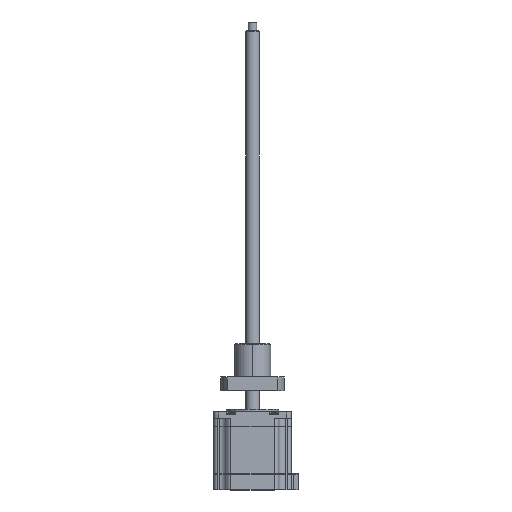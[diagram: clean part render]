
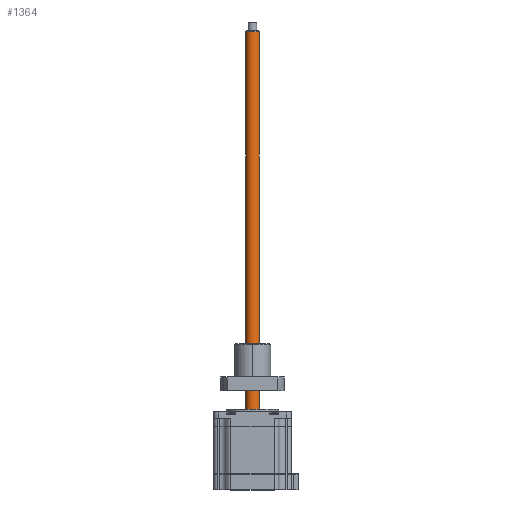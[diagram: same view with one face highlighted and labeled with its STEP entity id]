
A CAD part, top view. The second image highlights one B-rep face of the part: STEP entity #1364.
In plain terms, the highlighted cylindrical face has radius 5 mm (diameter 10 mm), a partial arc.
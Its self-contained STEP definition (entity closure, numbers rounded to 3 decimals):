
#149 = CARTESIAN_POINT ( 'NONE',  ( -21.379, -15.672, 63.668 ) ) ;
#505 = CARTESIAN_POINT ( 'NONE',  ( -11.379, -15.672, 63.632 ) ) ;
#569 = EDGE_CURVE ( 'NONE', #8753, #6245, #12086, .T. ) ;
#815 = EDGE_CURVE ( 'NONE', #8753, #7383, #12236, .T. ) ;
#1169 = CARTESIAN_POINT ( 'NONE',  ( -11.379, 258.328, 63.632 ) ) ;
#1364 = ADVANCED_FACE ( 'NONE', ( #3405 ), #8482, .T. ) ;
#1387 = CARTESIAN_POINT ( 'NONE',  ( -16.379, 259.328, 63.65 ) ) ;
#1529 = DIRECTION ( 'NONE',  ( -1., 0., 0.004 ) ) ;
#1617 = DIRECTION ( 'NONE',  ( 0., -1., 0. ) ) ;
#1937 = CARTESIAN_POINT ( 'NONE',  ( -16.379, 258.328, 63.65 ) ) ;
#3173 = LINE ( 'NONE', #11503, #11038 ) ;
#3249 = CIRCLE ( 'NONE', #12937, 5. ) ;
#3405 = FACE_OUTER_BOUND ( 'NONE', #12492, .T. ) ;
#4302 = EDGE_CURVE ( 'NONE', #7383, #11255, #3173, .T. ) ;
#5700 = AXIS2_PLACEMENT_3D ( 'NONE', #1387, #1617, #1529 ) ;
#5812 = DIRECTION ( 'NONE',  ( 0., -1., 0. ) ) ;
#6245 = VERTEX_POINT ( 'NONE', #505 ) ;
#6445 = DIRECTION ( 'NONE',  ( 0., -1., 0. ) ) ;
#6630 = DIRECTION ( 'NONE',  ( 0., -1., 0. ) ) ;
#6642 = VECTOR ( 'NONE', #6630, 1000. ) ;
#6871 = CARTESIAN_POINT ( 'NONE',  ( -11.379, 259.328, 63.632 ) ) ;
#7098 = ORIENTED_EDGE ( 'NONE', *, *, #815, .T. ) ;
#7383 = VERTEX_POINT ( 'NONE', #13023 ) ;
#7939 = EDGE_CURVE ( 'NONE', #6245, #11255, #3249, .T. ) ;
#7946 = ORIENTED_EDGE ( 'NONE', *, *, #569, .F. ) ;
#8482 = CYLINDRICAL_SURFACE ( 'NONE', #5700, 5. ) ;
#8753 = VERTEX_POINT ( 'NONE', #1169 ) ;
#9157 = ORIENTED_EDGE ( 'NONE', *, *, #4302, .T. ) ;
#9431 = ORIENTED_EDGE ( 'NONE', *, *, #7939, .F. ) ;
#10268 = DIRECTION ( 'NONE',  ( 1., 0., -0.004 ) ) ;
#10487 = DIRECTION ( 'NONE',  ( 0., -1., 0. ) ) ;
#11038 = VECTOR ( 'NONE', #10487, 1000. ) ;
#11255 = VERTEX_POINT ( 'NONE', #149 ) ;
#11267 = AXIS2_PLACEMENT_3D ( 'NONE', #1937, #6445, #10268 ) ;
#11503 = CARTESIAN_POINT ( 'NONE',  ( -21.379, 259.328, 63.668 ) ) ;
#11939 = CARTESIAN_POINT ( 'NONE',  ( -16.379, -15.672, 63.65 ) ) ;
#12086 = LINE ( 'NONE', #6871, #6642 ) ;
#12236 = CIRCLE ( 'NONE', #11267, 5. ) ;
#12492 = EDGE_LOOP ( 'NONE', ( #7946, #7098, #9157, #9431 ) ) ;
#12937 = AXIS2_PLACEMENT_3D ( 'NONE', #11939, #5812, #12966 ) ;
#12966 = DIRECTION ( 'NONE',  ( -1., 0., 0.004 ) ) ;
#13023 = CARTESIAN_POINT ( 'NONE',  ( -21.379, 258.328, 63.668 ) ) ;
